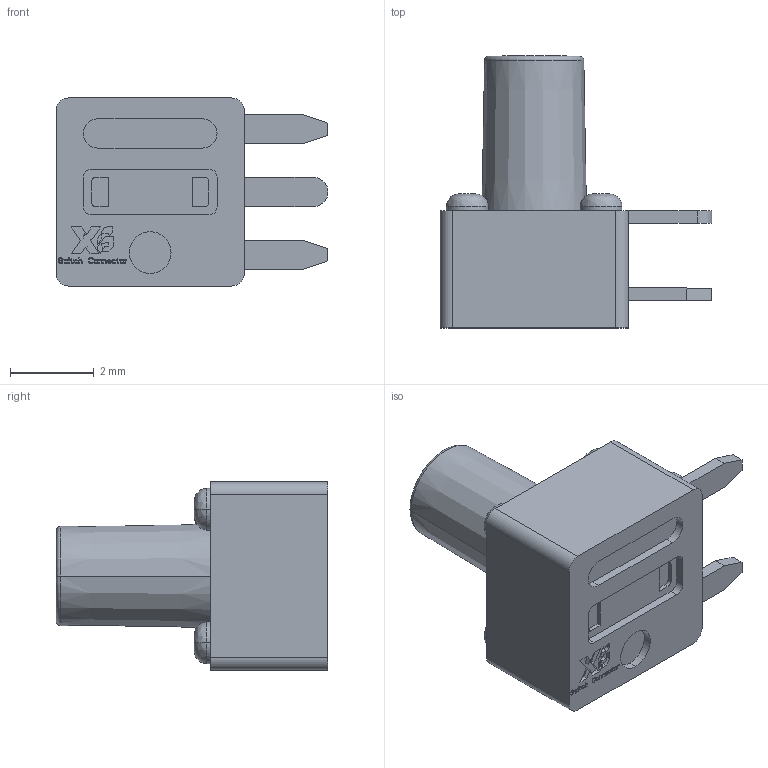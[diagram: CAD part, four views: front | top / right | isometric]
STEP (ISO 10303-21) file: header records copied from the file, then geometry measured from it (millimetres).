
FILE_DESCRIPTION((''),'2;1');
FILE_NAME('TC-1109DE-X-G','2022-09-20T14:07:18',('gdxia'),(''),'CREO PARAMETRIC BY PTC INC, 2020053','CREO PARAMETRIC BY PTC INC, 2020053','');
FILE_SCHEMA(('CONFIG_CONTROL_DESIGN'));
Length unit declared in the file: millimetre
Products named in the file (1): TC-1109DE-X-G
Bounding box: 6.5 x 6.5 x 4.5 mm (x, y, z)
Volume: 74.5 mm3; surface area: 136.8 mm2
Topology: 1 solids, 1 shells, 603 faces, 1692 edges, 1126 vertices
Faces by surface type: plane 558, cylinder 33, bspline 8, cone 2, torus 2
Entity records: 19314 total; most frequent: CARTESIAN_POINT 3637, ORIENTED_EDGE 3384, DIRECTION 2976, EDGE_CURVE 1692, VECTOR 1598, LINE 1598, VERTEX_POINT 1126, AXIS2_PLACEMENT_3D 689
